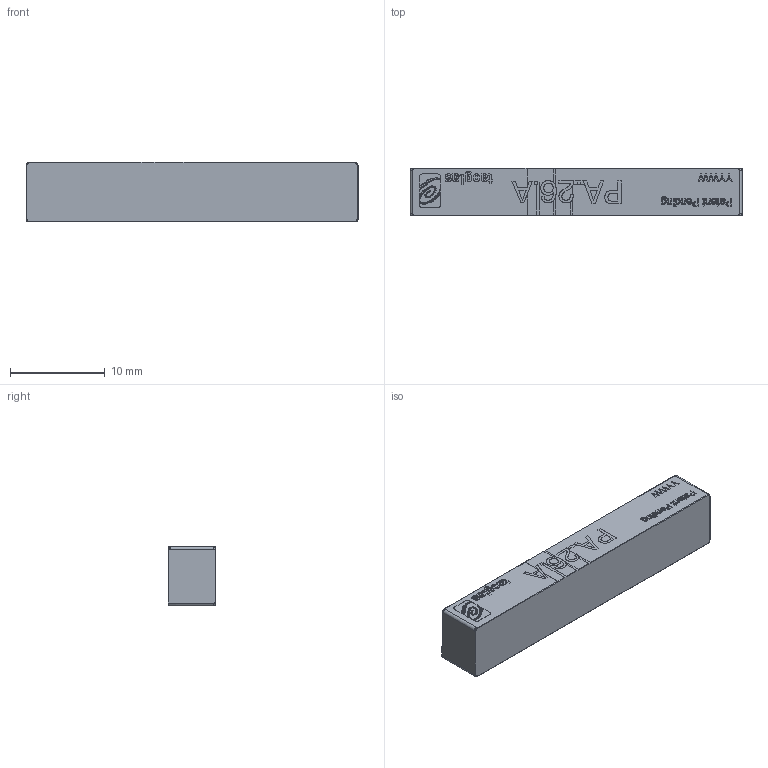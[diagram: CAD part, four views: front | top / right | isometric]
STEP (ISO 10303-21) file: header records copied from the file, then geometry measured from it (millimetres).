
FILE_DESCRIPTION(/* description */ (''),/* implementation_level */ '2;1');
FILE_NAME(/* name */ 'Taoglas - PA.26A.step',/* time_stamp */ '2019-12-14T00:01:45+00:00',/* author */ (''),/* organization */ (''),/* preprocessor_version */ 'ST-DEVELOPER v18',/* originating_system */ 'Autodesk Translation Framework v8.12.0.6',/* authorisation */ '');
FILE_SCHEMA (('AUTOMOTIVE_DESIGN { 1 0 10303 214 3 1 1 }'));
Products named in the file (1): Taoglas - PA.26A
Bounding box: 35 x 5 x 6.3 mm (x, y, z)
Volume: 838.9 mm3; surface area: 1056.9 mm2
Topology: 1 solids, 1 shells, 749 faces, 1954 edges, 1290 vertices
Faces by surface type: plane 389, bspline 320, cylinder 40
Entity records: 41686 total; most frequent: CARTESIAN_POINT 24413, ORIENTED_EDGE 3908, DIRECTION 2766, EDGE_CURVE 1954, VERTEX_POINT 1290, LINE 1206, VECTOR 1206, EDGE_LOOP 832
